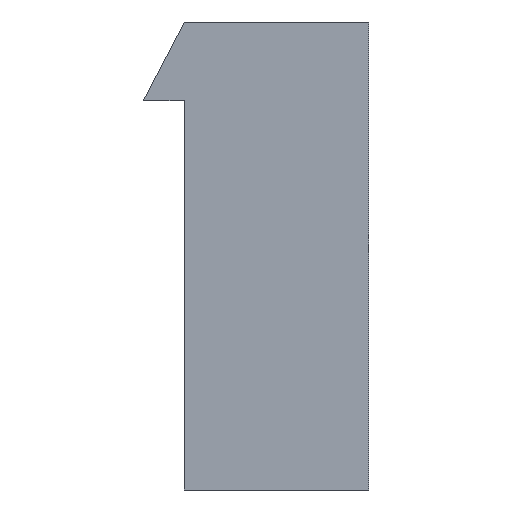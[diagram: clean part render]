
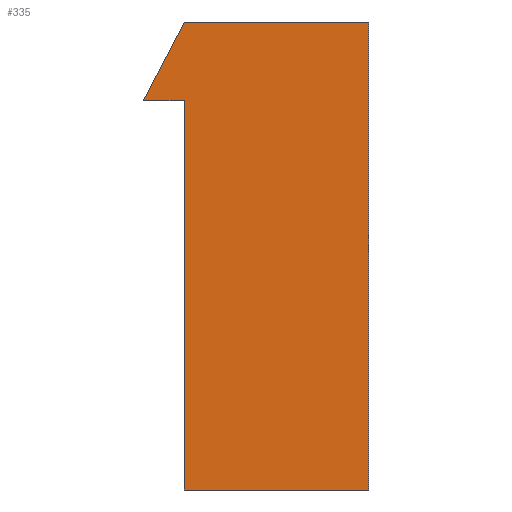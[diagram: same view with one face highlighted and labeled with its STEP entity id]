
A CAD part, left-side view. The second image highlights one B-rep face of the part: STEP entity #335.
In plain terms, the highlighted planar face has unit normal (-1, 0, 0).
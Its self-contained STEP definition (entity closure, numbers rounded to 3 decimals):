
#335 = ADVANCED_FACE( '', ( #870 ), #871, .F. );
#870 = FACE_OUTER_BOUND( '', #1628, .T. );
#871 = PLANE( '', #1629 );
#1628 = EDGE_LOOP( '', ( #2498, #2499, #2500, #2501, #2502, #2503 ) );
#1629 = AXIS2_PLACEMENT_3D( '', #2504, #2505, #2506 );
#2498 = ORIENTED_EDGE( '', *, *, #4762, .F. );
#2499 = ORIENTED_EDGE( '', *, *, #4763, .F. );
#2500 = ORIENTED_EDGE( '', *, *, #4764, .F. );
#2501 = ORIENTED_EDGE( '', *, *, #4765, .F. );
#2502 = ORIENTED_EDGE( '', *, *, #4766, .F. );
#2503 = ORIENTED_EDGE( '', *, *, #4767, .F. );
#2504 = CARTESIAN_POINT( '', ( -16.095, 0., 0. ) );
#2505 = DIRECTION( '', ( 1., 0., 0. ) );
#2506 = DIRECTION( '', ( 0., 0., -1. ) );
#4762 = EDGE_CURVE( '', #5782, #5783, #5784, .T. );
#4763 = EDGE_CURVE( '', #5785, #5782, #5786, .T. );
#4764 = EDGE_CURVE( '', #5787, #5785, #5788, .T. );
#4765 = EDGE_CURVE( '', #5789, #5787, #5790, .T. );
#4766 = EDGE_CURVE( '', #5791, #5789, #5792, .T. );
#4767 = EDGE_CURVE( '', #5783, #5791, #5793, .T. );
#5782 = VERTEX_POINT( '', #7251 );
#5783 = VERTEX_POINT( '', #7252 );
#5784 = LINE( '', #7253, #7254 );
#5785 = VERTEX_POINT( '', #7255 );
#5786 = LINE( '', #7256, #7257 );
#5787 = VERTEX_POINT( '', #7258 );
#5788 = LINE( '', #7259, #7260 );
#5789 = VERTEX_POINT( '', #7261 );
#5790 = LINE( '', #7262, #7263 );
#5791 = VERTEX_POINT( '', #7264 );
#5792 = LINE( '', #7265, #7266 );
#5793 = LINE( '', #7267, #7268 );
#7251 = CARTESIAN_POINT( '', ( -16.095, 3.15, 9.35 ) );
#7252 = CARTESIAN_POINT( '', ( -16.095, -3.15, 9.35 ) );
#7253 = CARTESIAN_POINT( '', ( -16.095, 3.15, 9.35 ) );
#7254 = VECTOR( '', #9105, 1000. );
#7255 = CARTESIAN_POINT( '', ( -16.095, 4.55, 6.65 ) );
#7256 = CARTESIAN_POINT( '', ( -16.095, 4.55, 6.65 ) );
#7257 = VECTOR( '', #9106, 1000. );
#7258 = CARTESIAN_POINT( '', ( -16.095, 3.15, 6.65 ) );
#7259 = CARTESIAN_POINT( '', ( -16.095, 3.15, 6.65 ) );
#7260 = VECTOR( '', #9107, 1000. );
#7261 = CARTESIAN_POINT( '', ( -16.095, 3.15, -6.65 ) );
#7262 = CARTESIAN_POINT( '', ( -16.095, 3.15, -6.65 ) );
#7263 = VECTOR( '', #9108, 1000. );
#7264 = CARTESIAN_POINT( '', ( -16.095, -3.15, -6.65 ) );
#7265 = CARTESIAN_POINT( '', ( -16.095, -3.15, -6.65 ) );
#7266 = VECTOR( '', #9109, 1000. );
#7267 = CARTESIAN_POINT( '', ( -16.095, -3.15, 9.35 ) );
#7268 = VECTOR( '', #9110, 1000. );
#9105 = DIRECTION( '', ( 0., -1., 0. ) );
#9106 = DIRECTION( '', ( 0., -0.46, 0.888 ) );
#9107 = DIRECTION( '', ( 0., 1., 0. ) );
#9108 = DIRECTION( '', ( 0., 0., 1. ) );
#9109 = DIRECTION( '', ( 0., 1., 0. ) );
#9110 = DIRECTION( '', ( 0., 0., -1. ) );
